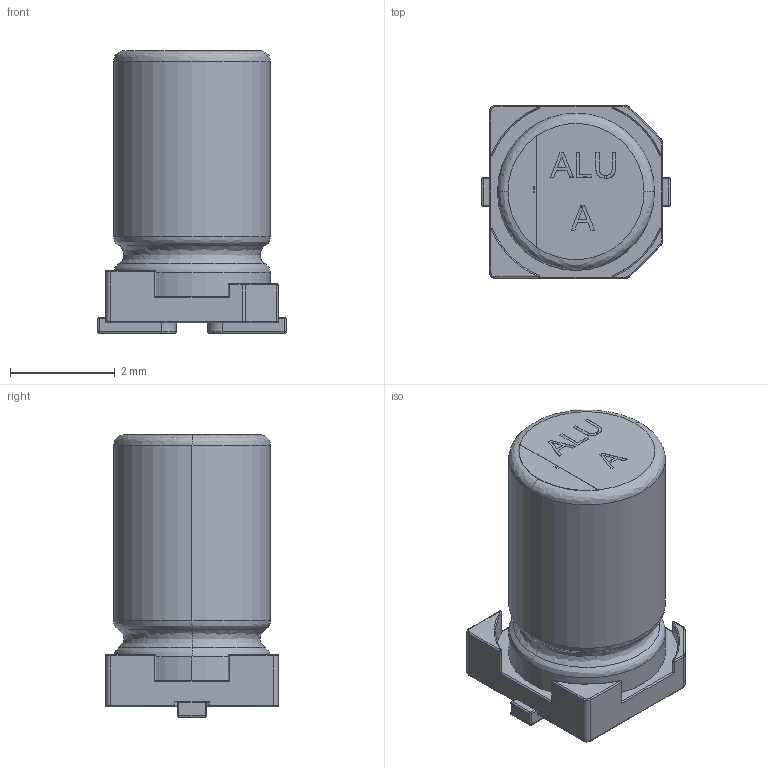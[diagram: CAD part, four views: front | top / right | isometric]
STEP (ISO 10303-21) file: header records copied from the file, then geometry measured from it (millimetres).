
FILE_DESCRIPTION (( 'STEP AP214' ), '1' );
FILE_NAME ('User Library-ALU-A.STEP', '2012-04-01T02:45:25', ( 'sysAdmin' ), ( 'SolidWorks' ), 'SwSTEP 2.0', 'SolidWorks 2012', '' );
FILE_SCHEMA (( 'AUTOMOTIVE_DESIGN' ));
Length unit declared in the file: centimetre
Products named in the file (5): User Library-ALU-A_Beschriftung_1; User Library-ALU-A_K_X_F6rper_1; User Library-ALU-A_Fuss_1; User Library-ALU-A_Pins_1; User Library-ALU-A
Assembly tree (4 placements, depth 2):
  User Library-ALU-A
    User Library-ALU-A_Pins_1
    User Library-ALU-A_Fuss_1
    User Library-ALU-A_K_X_F6rper_1
    User Library-ALU-A_Beschriftung_1
Bounding box: 3.6 x 3.3 x 5.4 mm (x, y, z)
Volume: 38.5 mm3; surface area: 100.8 mm2
Topology: 4 solids, 4 shells, 289 faces, 714 edges, 435 vertices
Faces by surface type: plane 147, cylinder 76, bspline 66
Entity records: 12237 total; most frequent: CARTESIAN_POINT 2411, ORIENTED_EDGE 1396, DIRECTION 1252, EDGE_CURVE 698, LINE 452, VECTOR 452, VERTEX_POINT 435, AXIS2_PLACEMENT_3D 400
